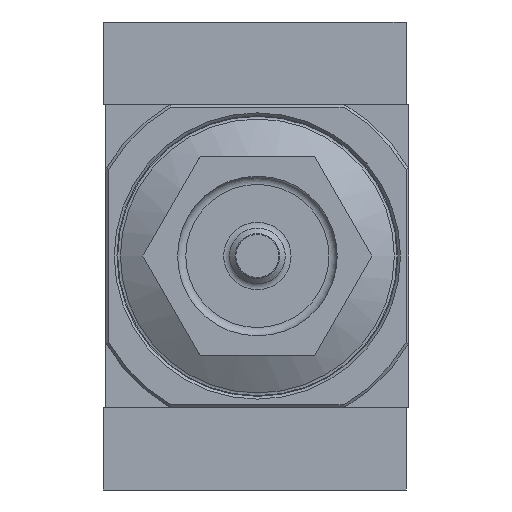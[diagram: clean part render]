
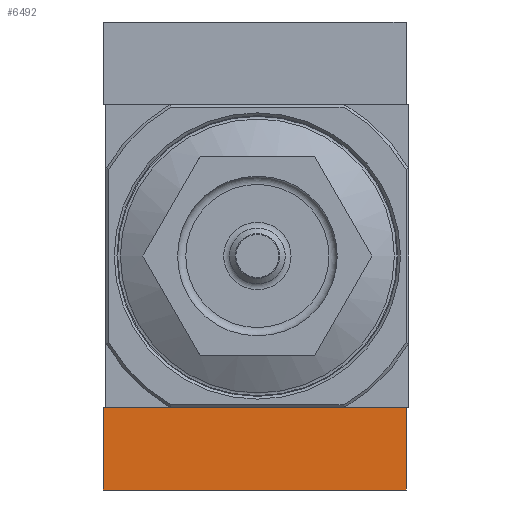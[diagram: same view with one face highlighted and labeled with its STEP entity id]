
A CAD part, front view. The second image highlights one B-rep face of the part: STEP entity #6492.
In plain terms, the highlighted face is planar.
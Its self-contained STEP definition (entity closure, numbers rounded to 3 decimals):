
#501=LINE('',#10143,#803);
#506=LINE('',#10157,#808);
#508=LINE('',#10161,#810);
#509=LINE('',#10162,#811);
#803=VECTOR('',#8186,1000.);
#808=VECTOR('',#8199,1000.);
#810=VECTOR('',#8203,1000.);
#811=VECTOR('',#8204,1000.);
#1773=ORIENTED_EDGE('',*,*,#2754,.T.);
#1774=ORIENTED_EDGE('',*,*,#2745,.F.);
#1775=ORIENTED_EDGE('',*,*,#2755,.F.);
#1776=ORIENTED_EDGE('',*,*,#2752,.T.);
#2745=EDGE_CURVE('',#3306,#3303,#501,.T.);
#2752=EDGE_CURVE('',#3312,#3311,#506,.T.);
#2754=EDGE_CURVE('',#3311,#3303,#508,.T.);
#2755=EDGE_CURVE('',#3312,#3306,#509,.T.);
#3303=VERTEX_POINT('',#10137);
#3306=VERTEX_POINT('',#10142);
#3311=VERTEX_POINT('',#10156);
#3312=VERTEX_POINT('',#10158);
#4070=EDGE_LOOP('',(#1773,#1774,#1775,#1776));
#4554=FACE_BOUND('',#4070,.T.);
#4873=PLANE('',#7033);
#6492=ADVANCED_FACE('',(#4554),#4873,.F.);
#7033=AXIS2_PLACEMENT_3D('',#10160,#8201,#8202);
#8186=DIRECTION('',(0.,0.,-1.));
#8199=DIRECTION('',(0.,0.,-1.));
#8201=DIRECTION('',(0.,-1.,0.));
#8202=DIRECTION('',(0.,0.,-1.));
#8203=DIRECTION('',(-1.,0.,0.));
#8204=DIRECTION('',(-1.,0.,0.));
#10137=CARTESIAN_POINT('',(-27.5,16.,-7.5));
#10142=CARTESIAN_POINT('',(-27.5,16.,7.5));
#10143=CARTESIAN_POINT('',(-27.5,16.,7.5));
#10156=CARTESIAN_POINT('',(27.5,16.,-7.5));
#10157=CARTESIAN_POINT('',(27.5,16.,7.5));
#10158=CARTESIAN_POINT('',(27.5,16.,7.5));
#10160=CARTESIAN_POINT('',(27.5,16.,7.5));
#10161=CARTESIAN_POINT('',(27.5,16.,-7.5));
#10162=CARTESIAN_POINT('',(27.5,16.,7.5));
